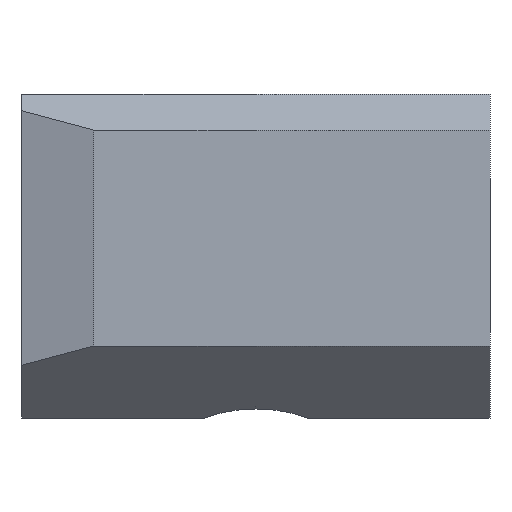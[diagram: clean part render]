
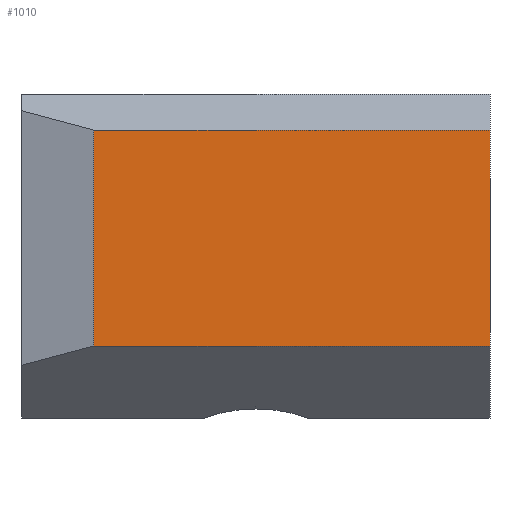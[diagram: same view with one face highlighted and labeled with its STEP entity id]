
A CAD part, left-side view. The second image highlights one B-rep face of the part: STEP entity #1010.
In plain terms, the highlighted planar face has unit normal (-1, 0, 0).
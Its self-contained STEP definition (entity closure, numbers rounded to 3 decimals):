
#983=AXIS2_PLACEMENT_3D('Plane Axis2P3D',#980,#981,#982) ;
#941=CARTESIAN_POINT('Vertex',(-47.,47.,71.)) ;
#946=CARTESIAN_POINT('Line Origine',(-47.,36.,71.)) ;
#950=CARTESIAN_POINT('Vertex',(-47.,25.,71.)) ;
#980=CARTESIAN_POINT('Axis2P3D Location',(-47.,0.,59.)) ;
#985=CARTESIAN_POINT('Line Origine',(-47.,47.,65.)) ;
#989=CARTESIAN_POINT('Vertex',(-47.,47.,59.)) ;
#992=CARTESIAN_POINT('Line Origine',(-47.,36.,59.)) ;
#996=CARTESIAN_POINT('Vertex',(-47.,25.,59.)) ;
#999=CARTESIAN_POINT('Line Origine',(-47.,25.,65.)) ;
#947=DIRECTION('Vector Direction',(0.,-1.,0.)) ;
#981=DIRECTION('Axis2P3D Direction',(1.,0.,-0.)) ;
#982=DIRECTION('Axis2P3D XDirection',(0.,0.,1.)) ;
#986=DIRECTION('Vector Direction',(0.,0.,-1.)) ;
#993=DIRECTION('Vector Direction',(0.,-1.,0.)) ;
#1000=DIRECTION('Vector Direction',(0.,0.,1.)) ;
#948=VECTOR('Line Direction',#947,1.) ;
#987=VECTOR('Line Direction',#986,1.) ;
#994=VECTOR('Line Direction',#993,1.) ;
#1001=VECTOR('Line Direction',#1000,1.) ;
#1005=ORIENTED_EDGE('',*,*,#991,.T.) ;
#1006=ORIENTED_EDGE('',*,*,#998,.T.) ;
#1007=ORIENTED_EDGE('',*,*,#1003,.F.) ;
#1008=ORIENTED_EDGE('',*,*,#952,.F.) ;
#1010=ADVANCED_FACE('Terminali anteriori per cavi FCCuAl 150mmq superiori',(#1009),#984,.F.) ;
#952=EDGE_CURVE('',#942,#951,#949,.T.) ;
#991=EDGE_CURVE('',#942,#990,#988,.T.) ;
#998=EDGE_CURVE('',#990,#997,#995,.T.) ;
#1003=EDGE_CURVE('',#951,#997,#1002,.F.) ;
#1004=EDGE_LOOP('',(#1005,#1006,#1007,#1008)) ;
#1009=FACE_OUTER_BOUND('',#1004,.T.) ;
#949=LINE('Line',#946,#948) ;
#988=LINE('Line',#985,#987) ;
#995=LINE('Line',#992,#994) ;
#1002=LINE('Line',#999,#1001) ;
#984=PLANE('',#983) ;
#942=VERTEX_POINT('',#941) ;
#951=VERTEX_POINT('',#950) ;
#990=VERTEX_POINT('',#989) ;
#997=VERTEX_POINT('',#996) ;
